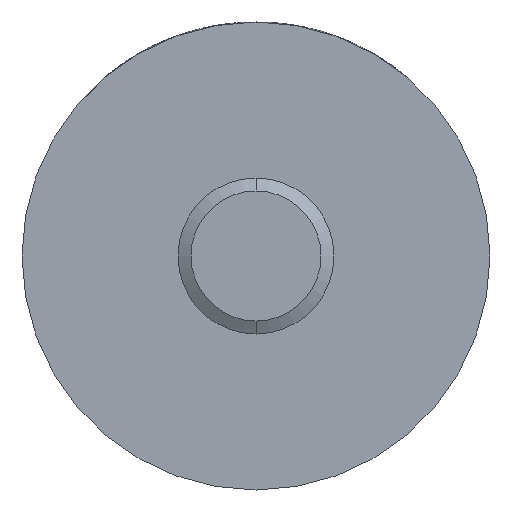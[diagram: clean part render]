
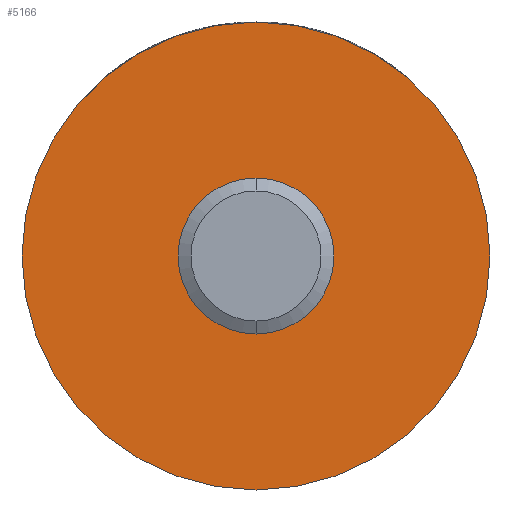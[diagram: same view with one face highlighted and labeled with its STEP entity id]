
A CAD part, front view. The second image highlights one B-rep face of the part: STEP entity #5166.
In plain terms, the highlighted planar face has unit normal (0, -1, 0).
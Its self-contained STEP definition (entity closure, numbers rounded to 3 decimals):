
#911 = EDGE_LOOP ( 'NONE', ( #5032, #5033 ) ) ;
#940 = EDGE_LOOP ( 'NONE', ( #5030, #5031 ) ) ;
#1469 = DIRECTION ( 'NONE',  ( 0., 0., -1. ) ) ;
#1470 = DIRECTION ( 'NONE',  ( 0., -1., 0. ) ) ;
#1471 = CARTESIAN_POINT ( 'NONE',  ( 0., -4.25, 0. ) ) ;
#1866 = CIRCLE ( 'NONE', #3843, 3. ) ;
#2338 = CIRCLE ( 'NONE', #9314, 3. ) ;
#2340 = CIRCLE ( 'NONE', #9319, 9. ) ;
#2351 = CIRCLE ( 'NONE', #9318, 9. ) ;
#2823 = FACE_BOUND ( 'NONE', #911, .T. ) ;
#2826 = FACE_OUTER_BOUND ( 'NONE', #940, .T. ) ;
#3843 = AXIS2_PLACEMENT_3D ( 'NONE', #1471, #1470, #1469 ) ;
#4264 = VERTEX_POINT ( 'NONE', #8539 ) ;
#4267 = VERTEX_POINT ( 'NONE', #8558 ) ;
#4721 = VERTEX_POINT ( 'NONE', #8087 ) ;
#4755 = VERTEX_POINT ( 'NONE', #8049 ) ;
#5030 = ORIENTED_EDGE ( 'NONE', *, *, #7880, .T. ) ;
#5031 = ORIENTED_EDGE ( 'NONE', *, *, #7888, .T. ) ;
#5032 = ORIENTED_EDGE ( 'NONE', *, *, #7889, .F. ) ;
#5033 = ORIENTED_EDGE ( 'NONE', *, *, #9717, .F. ) ;
#5166 = ADVANCED_FACE ( 'NONE', ( #2826, #2823 ), #7498, .T. ) ;
#5382 = AXIS2_PLACEMENT_3D ( 'NONE', #7514, #7525, #7489 ) ;
#5728 = DIRECTION ( 'NONE',  ( 0., 0., -1. ) ) ;
#5729 = DIRECTION ( 'NONE',  ( 0., -1., 0. ) ) ;
#5730 = CARTESIAN_POINT ( 'NONE',  ( 0., -4.25, 0. ) ) ;
#5733 = DIRECTION ( 'NONE',  ( 0., 0., -1. ) ) ;
#5734 = DIRECTION ( 'NONE',  ( 0., -1., 0. ) ) ;
#5735 = CARTESIAN_POINT ( 'NONE',  ( 0., -4.25, 0. ) ) ;
#5757 = DIRECTION ( 'NONE',  ( 0., 0., -1. ) ) ;
#5758 = DIRECTION ( 'NONE',  ( 0., -1., 0. ) ) ;
#5759 = CARTESIAN_POINT ( 'NONE',  ( 0., -4.25, 0. ) ) ;
#7489 = DIRECTION ( 'NONE',  ( 0., 0., -1. ) ) ;
#7498 = PLANE ( 'NONE',  #5382 ) ;
#7514 = CARTESIAN_POINT ( 'NONE',  ( 3., -4.25, 0. ) ) ;
#7525 = DIRECTION ( 'NONE',  ( 0., -1., 0. ) ) ;
#7880 = EDGE_CURVE ( 'NONE', #4267, #4264, #2351, .T. ) ;
#7888 = EDGE_CURVE ( 'NONE', #4264, #4267, #2340, .T. ) ;
#7889 = EDGE_CURVE ( 'NONE', #4721, #4755, #2338, .T. ) ;
#8049 = CARTESIAN_POINT ( 'NONE',  ( 0., -4.25, 3. ) ) ;
#8087 = CARTESIAN_POINT ( 'NONE',  ( 0., -4.25, -3. ) ) ;
#8539 = CARTESIAN_POINT ( 'NONE',  ( 0., -4.25, 9. ) ) ;
#8558 = CARTESIAN_POINT ( 'NONE',  ( 0., -4.25, -9. ) ) ;
#9314 = AXIS2_PLACEMENT_3D ( 'NONE', #5730, #5729, #5728 ) ;
#9318 = AXIS2_PLACEMENT_3D ( 'NONE', #5759, #5758, #5757 ) ;
#9319 = AXIS2_PLACEMENT_3D ( 'NONE', #5735, #5734, #5733 ) ;
#9717 = EDGE_CURVE ( 'NONE', #4755, #4721, #1866, .T. ) ;
